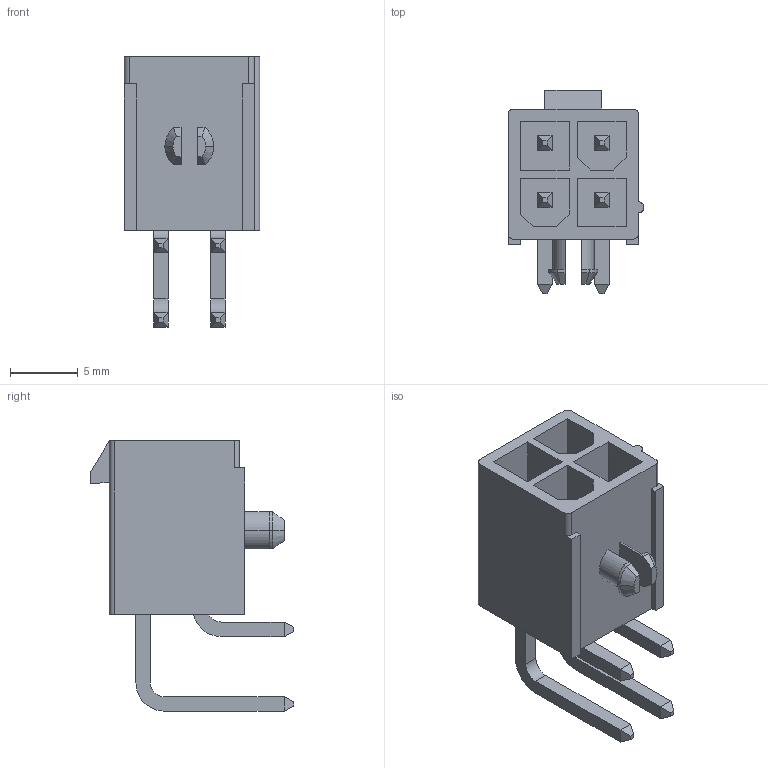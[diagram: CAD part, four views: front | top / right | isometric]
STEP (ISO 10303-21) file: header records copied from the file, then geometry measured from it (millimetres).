
FILE_DESCRIPTION(('STEP AP242'),'1');
FILE_NAME('0026013115.stp','2024-11-20T12:12:18',('TraceParts'),('TraceParts S.A.'),'Spatial InterOp 3D',' ',' ');
FILE_SCHEMA(('AP242_MANAGED_MODEL_BASED_3D_ENGINEERING_MIM_LF {1 0 10303 442 1 1 4}'));
Length unit declared in the file: millimetre
Products named in the file (1): 0026013115_1
Bounding box: 10 x 15 x 19.93 mm (x, y, z)
Volume: 834.1 mm3; surface area: 1538.7 mm2
Topology: 1 solids, 1 shells, 158 faces, 393 edges, 262 vertices
Faces by surface type: plane 132, cylinder 22, cone 4
Entity records: 4615 total; most frequent: CARTESIAN_POINT 805, DIRECTION 767, ORIENTED_EDGE 764, EDGE_CURVE 382, LINE 331, VECTOR 331, VERTEX_POINT 240, AXIS2_PLACEMENT_3D 218
